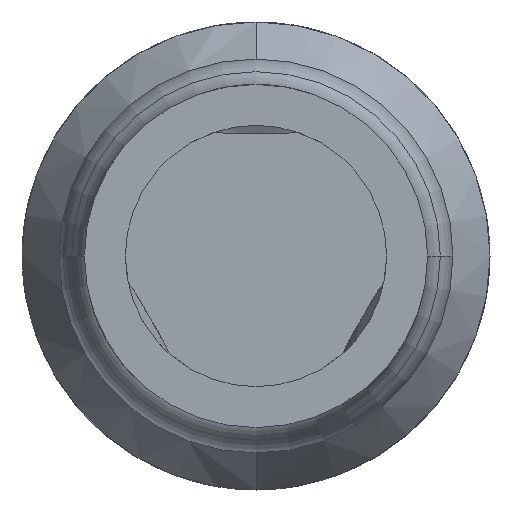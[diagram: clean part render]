
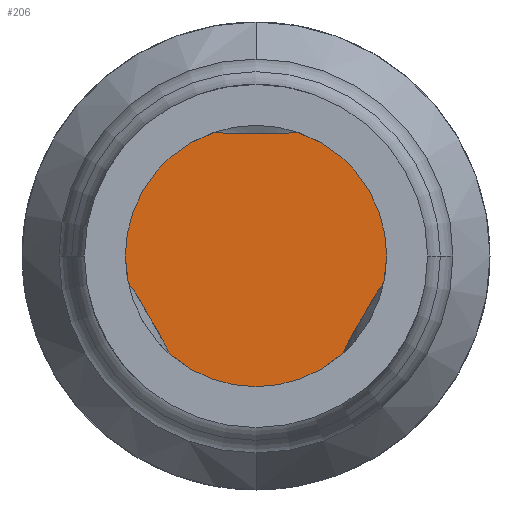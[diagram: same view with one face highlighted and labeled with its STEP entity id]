
A CAD part, front view. The second image highlights one B-rep face of the part: STEP entity #206.
In plain terms, the highlighted planar face has unit normal (0, -1, 0).
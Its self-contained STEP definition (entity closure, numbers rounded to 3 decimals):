
#62 = CIRCLE ( 'NONE', #3274, 0.338 ) ;
#206 = ADVANCED_FACE ( 'Defeature ausgef�hrt1_81', ( #4895 ), #1083, .F. ) ;
#1083 = PLANE ( 'NONE',  #3356 ) ;
#1157 = DIRECTION ( 'NONE',  ( 0., 1., 0. ) ) ;
#1213 = CARTESIAN_POINT ( 'NONE',  ( 0., -25.3, 0. ) ) ;
#1362 = CARTESIAN_POINT ( 'NONE',  ( -0.338, -25.3, 0. ) ) ;
#1551 = CARTESIAN_POINT ( 'NONE',  ( 0.338, -25.3, 0. ) ) ;
#1640 = DIRECTION ( 'NONE',  ( 0., 1., 0. ) ) ;
#1913 = VERTEX_POINT ( 'NONE', #1362 ) ;
#1988 = EDGE_CURVE ( 'Defeature ausgef�hrt1_39+Defeature ausgef�hrt1_81+Defeature ausgef�hrt1_81+Defeature ausgef�hrt1_81', #5506, #1913, #6544, .T. ) ;
#3274 = AXIS2_PLACEMENT_3D ( 'NONE', #1213, #1640, #5252 ) ;
#3356 = AXIS2_PLACEMENT_3D ( 'NONE', #6288, #1157, #5794 ) ;
#3467 = EDGE_LOOP ( 'NONE', ( #4547, #5306 ) ) ;
#3669 = DIRECTION ( 'NONE',  ( 1., 0., 0. ) ) ;
#4547 = ORIENTED_EDGE ( 'NONE', *, *, #4925, .F. ) ;
#4895 = FACE_OUTER_BOUND ( 'NONE', #3467, .T. ) ;
#4925 = EDGE_CURVE ( 'Defeature ausgef�hrt1_39+Defeature ausgef�hrt1_81+Defeature ausgef�hrt1_81+Defeature ausgef�hrt1_81', #1913, #5506, #62, .T. ) ;
#5252 = DIRECTION ( 'NONE',  ( 1., 0., 0. ) ) ;
#5253 = DIRECTION ( 'NONE',  ( 0., 1., 0. ) ) ;
#5306 = ORIENTED_EDGE ( 'NONE', *, *, #1988, .F. ) ;
#5506 = VERTEX_POINT ( 'NONE', #1551 ) ;
#5528 = AXIS2_PLACEMENT_3D ( 'NONE', #6226, #5253, #3669 ) ;
#5794 = DIRECTION ( 'NONE',  ( -1., 0., 0. ) ) ;
#6226 = CARTESIAN_POINT ( 'NONE',  ( 0., -25.3, 0. ) ) ;
#6288 = CARTESIAN_POINT ( 'NONE',  ( 0., -25.3, 0. ) ) ;
#6544 = CIRCLE ( 'NONE', #5528, 0.338 ) ;
